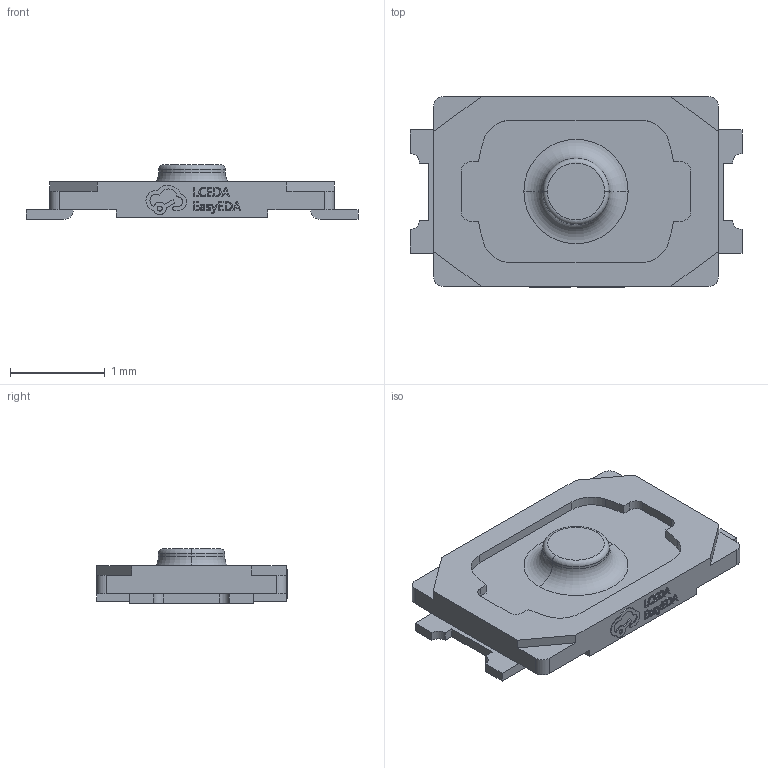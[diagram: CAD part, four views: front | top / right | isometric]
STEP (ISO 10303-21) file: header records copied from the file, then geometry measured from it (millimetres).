
FILE_DESCRIPTION (( 'STEP AP214' ), '1' );
FILE_NAME ('SW-SMD_4P-L3.0-W2.0-P0.85-LS3.5.STEP', '2023-04-26T08:15:40', ( 'PC' ), ( 'Microsoft' ), 'SwSTEP 2.0', 'SolidWorks 2020', '' );
FILE_SCHEMA (( 'AUTOMOTIVE_DESIGN' ));
Length unit declared in the file: millimetre
Products named in the file (1): SW-SMD_4P-L3.0-W2.0-P0.85-LS3.5
Bounding box: 3.5 x 2.01 x 0.57 mm (x, y, z)
Volume: 1.9 mm3; surface area: 18 mm2
Topology: 1 solids, 1 shells, 298 faces, 817 edges, 542 vertices
Faces by surface type: plane 172, bspline 98, cylinder 24, torus 4
Entity records: 13217 total; most frequent: CARTESIAN_POINT 2964, ORIENTED_EDGE 1634, DIRECTION 1075, EDGE_CURVE 817, VECTOR 561, LINE 561, VERTEX_POINT 542, EDGE_LOOP 319
